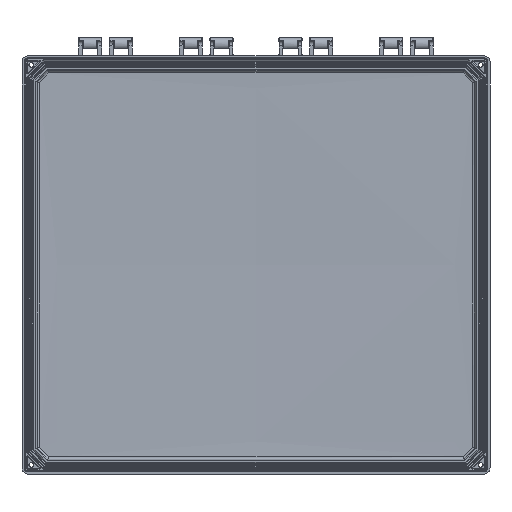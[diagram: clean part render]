
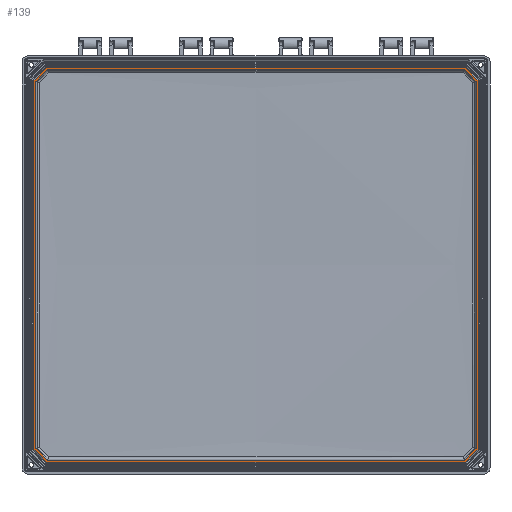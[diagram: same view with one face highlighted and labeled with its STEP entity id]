
A CAD part, front view. The second image highlights one B-rep face of the part: STEP entity #139.
In plain terms, the highlighted planar face has unit normal (0, -1, 0).
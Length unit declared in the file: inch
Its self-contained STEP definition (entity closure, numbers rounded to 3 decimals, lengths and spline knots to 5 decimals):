
#139 = ADVANCED_FACE ( 'NONE', ( #32422, #24417 ), #23146, .T. ) ;
#413 = EDGE_CURVE ( 'NONE', #14909, #41333, #30582, .T. ) ;
#429 = DIRECTION ( 'NONE',  ( -1., 0., 0. ) ) ;
#926 = ORIENTED_EDGE ( 'NONE', *, *, #30952, .T. ) ;
#1349 = VERTEX_POINT ( 'NONE', #9566 ) ;
#1388 = CARTESIAN_POINT ( 'NONE',  ( 8.89348, 0., -8.004 ) ) ;
#2735 = VERTEX_POINT ( 'NONE', #47831 ) ;
#2946 = ORIENTED_EDGE ( 'NONE', *, *, #30678, .T. ) ;
#3445 = CARTESIAN_POINT ( 'NONE',  ( 8.66063, 0., -8.004 ) ) ;
#4262 = EDGE_LOOP ( 'NONE', ( #21393, #8311, #40355, #23572, #34001, #8506, #29147, #14422 ) ) ;
#4425 = VERTEX_POINT ( 'NONE', #44095 ) ;
#4618 = ORIENTED_EDGE ( 'NONE', *, *, #31314, .T. ) ;
#4798 = EDGE_CURVE ( 'NONE', #24033, #4425, #27082, .T. ) ;
#4820 = DIRECTION ( 'NONE',  ( 0., 0., -1. ) ) ;
#5233 = CARTESIAN_POINT ( 'NONE',  ( 8.97452, 0., 7.46202 ) ) ;
#6111 = ORIENTED_EDGE ( 'NONE', *, *, #31387, .T. ) ;
#6912 = DIRECTION ( 'NONE',  ( 0., 0., -1. ) ) ;
#6928 = DIRECTION ( 'NONE',  ( 1., 0., 0. ) ) ;
#7060 = VERTEX_POINT ( 'NONE', #21949 ) ;
#7310 = ORIENTED_EDGE ( 'NONE', *, *, #12564, .T. ) ;
#7692 = CARTESIAN_POINT ( 'NONE',  ( 8.42845, 0., 7.89348 ) ) ;
#8311 = ORIENTED_EDGE ( 'NONE', *, *, #4798, .F. ) ;
#8399 = VERTEX_POINT ( 'NONE', #30119 ) ;
#8506 = ORIENTED_EDGE ( 'NONE', *, *, #37313, .F. ) ;
#8652 = VECTOR ( 'NONE', #27937, 39.37008 ) ;
#9566 = CARTESIAN_POINT ( 'NONE',  ( 8.46202, 0., -7.97452 ) ) ;
#10530 = DIRECTION ( 'NONE',  ( -0.707, 0., -0.707 ) ) ;
#11084 = CARTESIAN_POINT ( 'NONE',  ( -8.42845, 0., -7.89348 ) ) ;
#12159 = VECTOR ( 'NONE', #19801, 39.37008 ) ;
#12383 = LINE ( 'NONE', #1388, #40442 ) ;
#12564 = EDGE_CURVE ( 'NONE', #15083, #14614, #18633, .T. ) ;
#12585 = CARTESIAN_POINT ( 'NONE',  ( 8.42845, 0., 7.89348 ) ) ;
#13344 = EDGE_LOOP ( 'NONE', ( #926, #30059, #6111, #7310, #2946, #25492, #13561, #4618 ) ) ;
#13561 = ORIENTED_EDGE ( 'NONE', *, *, #33467, .T. ) ;
#14066 = VECTOR ( 'NONE', #14395, 39.37008 ) ;
#14264 = VERTEX_POINT ( 'NONE', #31466 ) ;
#14395 = DIRECTION ( 'NONE',  ( 0.707, 0., 0.707 ) ) ;
#14422 = ORIENTED_EDGE ( 'NONE', *, *, #44336, .F. ) ;
#14614 = VERTEX_POINT ( 'NONE', #30647 ) ;
#14909 = VERTEX_POINT ( 'NONE', #37591 ) ;
#15083 = VERTEX_POINT ( 'NONE', #11084 ) ;
#15234 = VECTOR ( 'NONE', #48220, 39.37008 ) ;
#15823 = CARTESIAN_POINT ( 'NONE',  ( 8.42082, 0., -8.01572 ) ) ;
#17245 = CARTESIAN_POINT ( 'NONE',  ( 8.46202, 0., 7.97452 ) ) ;
#17974 = CARTESIAN_POINT ( 'NONE',  ( -8.97452, 0., 7.46202 ) ) ;
#18452 = LINE ( 'NONE', #34250, #14066 ) ;
#18633 = LINE ( 'NONE', #31517, #37917 ) ;
#18699 = CARTESIAN_POINT ( 'NONE',  ( 8.66063, 0., 7.89348 ) ) ;
#18786 = DIRECTION ( 'NONE',  ( 0., -1., 0. ) ) ;
#19801 = DIRECTION ( 'NONE',  ( 0., 0., 1. ) ) ;
#20021 = VECTOR ( 'NONE', #10530, 39.37008 ) ;
#20105 = CARTESIAN_POINT ( 'NONE',  ( 8.66063, 0., -7.89348 ) ) ;
#20297 = EDGE_CURVE ( 'NONE', #31760, #8399, #22234, .T. ) ;
#20370 = EDGE_CURVE ( 'NONE', #32676, #14264, #18452, .T. ) ;
#21393 = ORIENTED_EDGE ( 'NONE', *, *, #43467, .F. ) ;
#21578 = DIRECTION ( 'NONE',  ( 0.707, 0., -0.707 ) ) ;
#21949 = CARTESIAN_POINT ( 'NONE',  ( 8.89348, 0., 7.42845 ) ) ;
#22234 = LINE ( 'NONE', #45416, #37163 ) ;
#22754 = CARTESIAN_POINT ( 'NONE',  ( 8.42845, 0., -7.89348 ) ) ;
#23146 = PLANE ( 'NONE',  #35616 ) ;
#23572 = ORIENTED_EDGE ( 'NONE', *, *, #40890, .F. ) ;
#23660 = LINE ( 'NONE', #41192, #51692 ) ;
#23715 = VECTOR ( 'NONE', #21578, 39.37008 ) ;
#24033 = VERTEX_POINT ( 'NONE', #5233 ) ;
#24417 = FACE_OUTER_BOUND ( 'NONE', #4262, .T. ) ;
#25492 = ORIENTED_EDGE ( 'NONE', *, *, #20297, .T. ) ;
#25589 = CARTESIAN_POINT ( 'NONE',  ( -8.46202, 0., -7.97452 ) ) ;
#25778 = VECTOR ( 'NONE', #50303, 39.37008 ) ;
#25804 = VECTOR ( 'NONE', #35904, 39.37008 ) ;
#27082 = LINE ( 'NONE', #36396, #50791 ) ;
#27344 = VECTOR ( 'NONE', #429, 39.37008 ) ;
#27937 = DIRECTION ( 'NONE',  ( 0.707, 0., -0.707 ) ) ;
#29147 = ORIENTED_EDGE ( 'NONE', *, *, #39486, .F. ) ;
#29412 = CARTESIAN_POINT ( 'NONE',  ( 9.01572, 0., 7.42082 ) ) ;
#30059 = ORIENTED_EDGE ( 'NONE', *, *, #413, .T. ) ;
#30119 = CARTESIAN_POINT ( 'NONE',  ( -8.42845, 0., 7.89348 ) ) ;
#30582 = LINE ( 'NONE', #34388, #20021 ) ;
#30647 = CARTESIAN_POINT ( 'NONE',  ( -8.89348, 0., -7.42845 ) ) ;
#30678 = EDGE_CURVE ( 'NONE', #14614, #31760, #23660, .T. ) ;
#30842 = DIRECTION ( 'NONE',  ( -0.707, 0., 0.707 ) ) ;
#30952 = EDGE_CURVE ( 'NONE', #7060, #14909, #12383, .T. ) ;
#31314 = EDGE_CURVE ( 'NONE', #47334, #7060, #34813, .T. ) ;
#31387 = EDGE_CURVE ( 'NONE', #41333, #15083, #37930, .T. ) ;
#31466 = CARTESIAN_POINT ( 'NONE',  ( -8.46202, 0., 7.97452 ) ) ;
#31517 = CARTESIAN_POINT ( 'NONE',  ( -8.42845, 0., -7.89348 ) ) ;
#31760 = VERTEX_POINT ( 'NONE', #46504 ) ;
#32422 = FACE_BOUND ( 'NONE', #13344, .T. ) ;
#32676 = VERTEX_POINT ( 'NONE', #17974 ) ;
#33467 = EDGE_CURVE ( 'NONE', #8399, #47334, #42167, .T. ) ;
#34001 = ORIENTED_EDGE ( 'NONE', *, *, #20370, .F. ) ;
#34250 = CARTESIAN_POINT ( 'NONE',  ( -8.42082, 0., 8.01572 ) ) ;
#34388 = CARTESIAN_POINT ( 'NONE',  ( 8.89348, 0., -7.42845 ) ) ;
#34580 = LINE ( 'NONE', #47489, #12159 ) ;
#34813 = LINE ( 'NONE', #12585, #8652 ) ;
#35616 = AXIS2_PLACEMENT_3D ( 'NONE', #3445, #18786, #6912 ) ;
#35743 = CARTESIAN_POINT ( 'NONE',  ( -8.52028, 0., -7.97452 ) ) ;
#35904 = DIRECTION ( 'NONE',  ( -1., 0., 0. ) ) ;
#36396 = CARTESIAN_POINT ( 'NONE',  ( 8.97452, 0., -7.52028 ) ) ;
#36686 = DIRECTION ( 'NONE',  ( 0., 0., 1. ) ) ;
#37163 = VECTOR ( 'NONE', #49630, 39.37008 ) ;
#37313 = EDGE_CURVE ( 'NONE', #2735, #32676, #34580, .T. ) ;
#37591 = CARTESIAN_POINT ( 'NONE',  ( 8.89348, 0., -7.42845 ) ) ;
#37917 = VECTOR ( 'NONE', #30842, 39.37008 ) ;
#37930 = LINE ( 'NONE', #20105, #27344 ) ;
#38150 = LINE ( 'NONE', #51034, #39420 ) ;
#38592 = CARTESIAN_POINT ( 'NONE',  ( -9.01572, 0., -7.42082 ) ) ;
#38956 = VERTEX_POINT ( 'NONE', #17245 ) ;
#39420 = VECTOR ( 'NONE', #6928, 39.37008 ) ;
#39486 = EDGE_CURVE ( 'NONE', #46309, #2735, #46937, .T. ) ;
#40355 = ORIENTED_EDGE ( 'NONE', *, *, #50260, .F. ) ;
#40442 = VECTOR ( 'NONE', #4820, 39.37008 ) ;
#40890 = EDGE_CURVE ( 'NONE', #14264, #38956, #38150, .T. ) ;
#41192 = CARTESIAN_POINT ( 'NONE',  ( -8.89348, 0., -8.004 ) ) ;
#41333 = VERTEX_POINT ( 'NONE', #22754 ) ;
#42167 = LINE ( 'NONE', #18699, #50958 ) ;
#43264 = LINE ( 'NONE', #15823, #15234 ) ;
#43467 = EDGE_CURVE ( 'NONE', #4425, #1349, #43264, .T. ) ;
#44095 = CARTESIAN_POINT ( 'NONE',  ( 8.97452, 0., -7.46202 ) ) ;
#44336 = EDGE_CURVE ( 'NONE', #1349, #46309, #44460, .T. ) ;
#44460 = LINE ( 'NONE', #35743, #25804 ) ;
#45416 = CARTESIAN_POINT ( 'NONE',  ( -8.89348, 0., 7.42845 ) ) ;
#46026 = DIRECTION ( 'NONE',  ( 0., 0., -1. ) ) ;
#46309 = VERTEX_POINT ( 'NONE', #25589 ) ;
#46504 = CARTESIAN_POINT ( 'NONE',  ( -8.89348, 0., 7.42845 ) ) ;
#46937 = LINE ( 'NONE', #38592, #25778 ) ;
#47334 = VERTEX_POINT ( 'NONE', #7692 ) ;
#47489 = CARTESIAN_POINT ( 'NONE',  ( -8.97452, 0., 7.52028 ) ) ;
#47831 = CARTESIAN_POINT ( 'NONE',  ( -8.97452, 0., -7.46202 ) ) ;
#48220 = DIRECTION ( 'NONE',  ( -0.707, 0., -0.707 ) ) ;
#49630 = DIRECTION ( 'NONE',  ( 0.707, 0., 0.707 ) ) ;
#49902 = LINE ( 'NONE', #29412, #23715 ) ;
#50260 = EDGE_CURVE ( 'NONE', #38956, #24033, #49902, .T. ) ;
#50303 = DIRECTION ( 'NONE',  ( -0.707, 0., 0.707 ) ) ;
#50596 = DIRECTION ( 'NONE',  ( 1., 0., 0. ) ) ;
#50791 = VECTOR ( 'NONE', #46026, 39.37008 ) ;
#50958 = VECTOR ( 'NONE', #50596, 39.37008 ) ;
#51034 = CARTESIAN_POINT ( 'NONE',  ( 8.52028, 0., 7.97452 ) ) ;
#51692 = VECTOR ( 'NONE', #36686, 39.37008 ) ;
